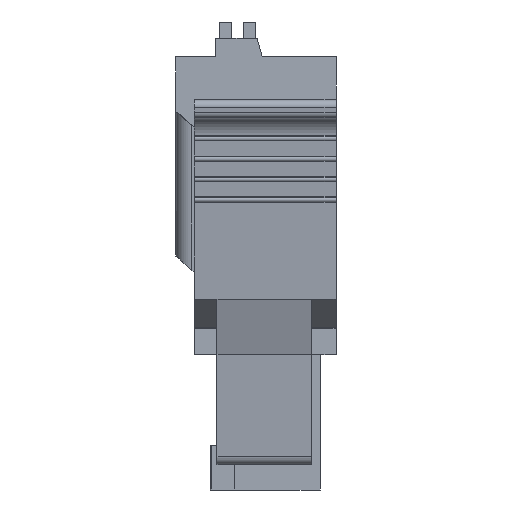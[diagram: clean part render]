
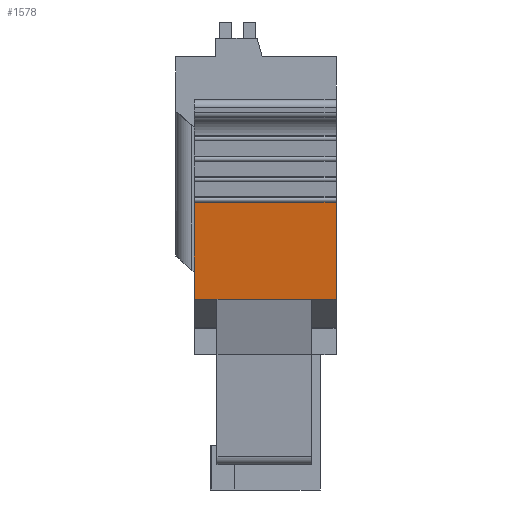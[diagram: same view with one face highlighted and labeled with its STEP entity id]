
A CAD part, left-side view. The second image highlights one B-rep face of the part: STEP entity #1578.
In plain terms, the highlighted planar face has unit normal (-0.995, 0, -0.101).
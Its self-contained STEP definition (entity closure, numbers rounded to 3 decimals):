
#1578 = ADVANCED_FACE( '', ( #3418 ), #3419, .F. );
#3418 = FACE_OUTER_BOUND( '', #5565, .T. );
#3419 = PLANE( '', #5566 );
#5565 = EDGE_LOOP( '', ( #10201, #10202, #10203, #10204, #10205, #10206 ) );
#5566 = AXIS2_PLACEMENT_3D( '', #10207, #10208, #10209 );
#10201 = ORIENTED_EDGE( '', *, *, #13697, .F. );
#10202 = ORIENTED_EDGE( '', *, *, #13585, .T. );
#10203 = ORIENTED_EDGE( '', *, *, #15121, .T. );
#10204 = ORIENTED_EDGE( '', *, *, #15436, .F. );
#10205 = ORIENTED_EDGE( '', *, *, #15437, .T. );
#10206 = ORIENTED_EDGE( '', *, *, #15272, .F. );
#10207 = CARTESIAN_POINT( '', ( -10.03, -2.7, 3.415 ) );
#10208 = DIRECTION( '', ( 0.995, 0., 0.101 ) );
#10209 = DIRECTION( '', ( 0.101, 0., -0.995 ) );
#13585 = EDGE_CURVE( '', #16416, #16414, #16417, .T. );
#13697 = EDGE_CURVE( '', #16416, #16620, #16624, .T. );
#15121 = EDGE_CURVE( '', #16414, #18611, #18944, .T. );
#15272 = EDGE_CURVE( '', #16620, #19167, #19168, .T. );
#15436 = EDGE_CURVE( '', #18833, #18611, #19396, .T. );
#15437 = EDGE_CURVE( '', #18833, #19167, #19397, .T. );
#16414 = VERTEX_POINT( '', #20555 );
#16416 = VERTEX_POINT( '', #20558 );
#16417 = LINE( '', #20559, #20560 );
#16620 = VERTEX_POINT( '', #20840 );
#16624 = LINE( '', #20846, #20847 );
#18611 = VERTEX_POINT( '', #23752 );
#18833 = VERTEX_POINT( '', #24068 );
#18944 = LINE( '', #24226, #24227 );
#19167 = VERTEX_POINT( '', #24560 );
#19168 = LINE( '', #24561, #24562 );
#19396 = LINE( '', #24893, #24894 );
#19397 = LINE( '', #24895, #24896 );
#20555 = CARTESIAN_POINT( '', ( -9.22, 3., -4.561 ) );
#20558 = CARTESIAN_POINT( '', ( -9.704, 3., 0.202 ) );
#20559 = CARTESIAN_POINT( '', ( -10.03, 3., 3.415 ) );
#20560 = VECTOR( '', #26288, 1000. );
#20840 = CARTESIAN_POINT( '', ( -9.704, -3.9, 0.202 ) );
#20846 = CARTESIAN_POINT( '', ( -9.704, 3., 0.202 ) );
#20847 = VECTOR( '', #26431, 1000. );
#23752 = CARTESIAN_POINT( '', ( -9.22, 1.9, -4.561 ) );
#24068 = CARTESIAN_POINT( '', ( -9.22, -2.7, -4.561 ) );
#24226 = CARTESIAN_POINT( '', ( -9.22, 3., -4.561 ) );
#24227 = VECTOR( '', #27898, 1000. );
#24560 = CARTESIAN_POINT( '', ( -9.22, -3.9, -4.561 ) );
#24561 = CARTESIAN_POINT( '', ( -10.03, -3.9, 3.415 ) );
#24562 = VECTOR( '', #28057, 1000. );
#24893 = CARTESIAN_POINT( '', ( -9.22, -2.7, -4.561 ) );
#24894 = VECTOR( '', #28227, 1000. );
#24895 = CARTESIAN_POINT( '', ( -9.22, 3., -4.561 ) );
#24896 = VECTOR( '', #28228, 1000. );
#26288 = DIRECTION( '', ( 0.101, 0., -0.995 ) );
#26431 = DIRECTION( '', ( 0., -1., 0. ) );
#27898 = DIRECTION( '', ( 0., -1., 0. ) );
#28057 = DIRECTION( '', ( 0.101, 0., -0.995 ) );
#28227 = DIRECTION( '', ( 0., 1., 0. ) );
#28228 = DIRECTION( '', ( 0., -1., 0. ) );
